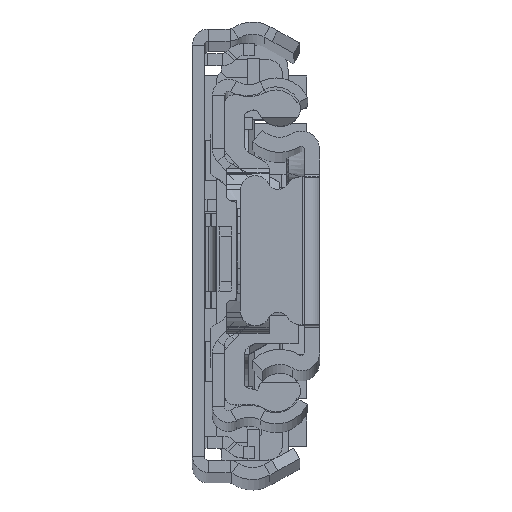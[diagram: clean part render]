
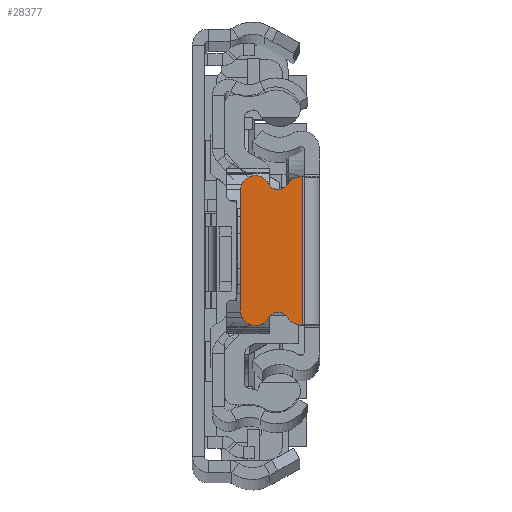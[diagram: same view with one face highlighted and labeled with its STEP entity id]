
A CAD part, top view. The second image highlights one B-rep face of the part: STEP entity #28377.
In plain terms, the highlighted planar face has unit normal (0, 0, 1).
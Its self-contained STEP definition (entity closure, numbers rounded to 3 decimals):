
#70 = ORIENTED_EDGE ( 'NONE', *, *, #19558, .T. ) ;
#128 = VERTEX_POINT ( 'NONE', #8118 ) ;
#448 = AXIS2_PLACEMENT_3D ( 'NONE', #16786, #787, #27680 ) ;
#497 = CARTESIAN_POINT ( 'NONE',  ( 592.771, 0., 0. ) ) ;
#503 = CIRCLE ( 'NONE', #18096, 1.5 ) ;
#787 = DIRECTION ( 'NONE',  ( 0., 0., 1. ) ) ;
#1215 = DIRECTION ( 'NONE',  ( 0., 0., -1. ) ) ;
#1661 = DIRECTION ( 'NONE',  ( 0., 0., 1. ) ) ;
#1827 = AXIS2_PLACEMENT_3D ( 'NONE', #17021, #1215, #25232 ) ;
#2259 = DIRECTION ( 'NONE',  ( 0., 0., 1. ) ) ;
#2266 = CARTESIAN_POINT ( 'NONE',  ( -5.109, 6.713, 0. ) ) ;
#3360 = CARTESIAN_POINT ( 'NONE',  ( -1.929, -7.37, 0. ) ) ;
#3643 = CARTESIAN_POINT ( 'NONE',  ( -7.929, -6., 0. ) ) ;
#4046 = ORIENTED_EDGE ( 'NONE', *, *, #6594, .T. ) ;
#4064 = VECTOR ( 'NONE', #33463, 1000. ) ;
#5206 = CIRCLE ( 'NONE', #1827, 1.1 ) ;
#5694 = VERTEX_POINT ( 'NONE', #17153 ) ;
#5764 = LINE ( 'NONE', #16752, #13090 ) ;
#5869 = CIRCLE ( 'NONE', #13252, 1.1 ) ;
#6374 = DIRECTION ( 'NONE',  ( -1., 0., 0. ) ) ;
#6594 = EDGE_CURVE ( 'NONE', #27960, #6782, #12283, .T. ) ;
#6782 = VERTEX_POINT ( 'NONE', #3643 ) ;
#7400 = AXIS2_PLACEMENT_3D ( 'NONE', #12263, #19903, #17760 ) ;
#7787 = DIRECTION ( 'NONE',  ( 1., 0., 0. ) ) ;
#8118 = CARTESIAN_POINT ( 'NONE',  ( -3.206, -6.658, 0. ) ) ;
#8265 = EDGE_CURVE ( 'NONE', #9068, #15013, #5764, .T. ) ;
#9068 = VERTEX_POINT ( 'NONE', #20086 ) ;
#9386 = EDGE_CURVE ( 'NONE', #34382, #128, #5206, .T. ) ;
#9473 = DIRECTION ( 'NONE',  ( 1., 0., 0. ) ) ;
#9792 = ORIENTED_EDGE ( 'NONE', *, *, #17248, .F. ) ;
#10161 = AXIS2_PLACEMENT_3D ( 'NONE', #12503, #1661, #9473 ) ;
#10946 = CARTESIAN_POINT ( 'NONE',  ( -5.109, -6.713, 0. ) ) ;
#10998 = CARTESIAN_POINT ( 'NONE',  ( -4.142, 7.236, 0. ) ) ;
#11300 = DIRECTION ( 'NONE',  ( 0., -1., 0. ) ) ;
#11705 = ORIENTED_EDGE ( 'NONE', *, *, #8265, .F. ) ;
#11740 = CARTESIAN_POINT ( 'NONE',  ( -7.929, -6., 0. ) ) ;
#12263 = CARTESIAN_POINT ( 'NONE',  ( -1.929, 5.87, 0. ) ) ;
#12283 = LINE ( 'NONE', #11740, #4064 ) ;
#12407 = DIRECTION ( 'NONE',  ( 1., 0., 0. ) ) ;
#12503 = CARTESIAN_POINT ( 'NONE',  ( -6.429, -6., 0. ) ) ;
#13090 = VECTOR ( 'NONE', #27479, 1000. ) ;
#13252 = AXIS2_PLACEMENT_3D ( 'NONE', #10998, #18649, #7787 ) ;
#13296 = ORIENTED_EDGE ( 'NONE', *, *, #25612, .T. ) ;
#13501 = EDGE_LOOP ( 'NONE', ( #9792, #11705, #34721, #13296, #70, #4046, #32200, #26914, #18429, #25734 ) ) ;
#14730 = EDGE_CURVE ( 'NONE', #5694, #27962, #30767, .T. ) ;
#15013 = VERTEX_POINT ( 'NONE', #19492 ) ;
#16752 = CARTESIAN_POINT ( 'NONE',  ( -1.929, 7.37, 0. ) ) ;
#16786 = CARTESIAN_POINT ( 'NONE',  ( -6.429, 6., 0. ) ) ;
#17021 = CARTESIAN_POINT ( 'NONE',  ( -4.142, -7.236, 0. ) ) ;
#17153 = CARTESIAN_POINT ( 'NONE',  ( -1.75, -7.37, 0. ) ) ;
#17248 = EDGE_CURVE ( 'NONE', #15013, #5694, #33189, .T. ) ;
#17682 = FACE_OUTER_BOUND ( 'NONE', #13501, .T. ) ;
#17760 = DIRECTION ( 'NONE',  ( -1., 0., 0. ) ) ;
#18096 = AXIS2_PLACEMENT_3D ( 'NONE', #23255, #2259, #12407 ) ;
#18429 = ORIENTED_EDGE ( 'NONE', *, *, #20288, .T. ) ;
#18649 = DIRECTION ( 'NONE',  ( 0., 0., -1. ) ) ;
#19492 = CARTESIAN_POINT ( 'NONE',  ( -1.75, 7.37, 0. ) ) ;
#19558 = EDGE_CURVE ( 'NONE', #26022, #27960, #21469, .T. ) ;
#19813 = CARTESIAN_POINT ( 'NONE',  ( -1.75, 0., 0. ) ) ;
#19903 = DIRECTION ( 'NONE',  ( 0., 0., 1. ) ) ;
#20031 = EDGE_CURVE ( 'NONE', #6782, #34382, #33427, .T. ) ;
#20086 = CARTESIAN_POINT ( 'NONE',  ( -1.929, 7.37, 0. ) ) ;
#20288 = EDGE_CURVE ( 'NONE', #128, #27962, #503, .T. ) ;
#21469 = CIRCLE ( 'NONE', #448, 1.5 ) ;
#21571 = EDGE_CURVE ( 'NONE', #9068, #34524, #22756, .T. ) ;
#22581 = CARTESIAN_POINT ( 'NONE',  ( -7.929, 6., 0. ) ) ;
#22756 = CIRCLE ( 'NONE', #7400, 1.5 ) ;
#23255 = CARTESIAN_POINT ( 'NONE',  ( -1.929, -5.87, 0. ) ) ;
#25177 = CARTESIAN_POINT ( 'NONE',  ( -3.206, 6.658, 0. ) ) ;
#25232 = DIRECTION ( 'NONE',  ( -1., 0., 0. ) ) ;
#25612 = EDGE_CURVE ( 'NONE', #34524, #26022, #5869, .T. ) ;
#25734 = ORIENTED_EDGE ( 'NONE', *, *, #14730, .F. ) ;
#26022 = VERTEX_POINT ( 'NONE', #2266 ) ;
#26914 = ORIENTED_EDGE ( 'NONE', *, *, #9386, .T. ) ;
#27141 = VECTOR ( 'NONE', #11300, 1000. ) ;
#27479 = DIRECTION ( 'NONE',  ( 1., 0., 0. ) ) ;
#27676 = VECTOR ( 'NONE', #6374, 1000. ) ;
#27680 = DIRECTION ( 'NONE',  ( -1., 0., 0. ) ) ;
#27960 = VERTEX_POINT ( 'NONE', #22581 ) ;
#27962 = VERTEX_POINT ( 'NONE', #33451 ) ;
#28377 = ADVANCED_FACE ( 'NONE', ( #17682 ), #30576, .T. ) ;
#30576 = PLANE ( 'NONE',  #32791 ) ;
#30767 = LINE ( 'NONE', #3360, #27676 ) ;
#32200 = ORIENTED_EDGE ( 'NONE', *, *, #20031, .T. ) ;
#32791 = AXIS2_PLACEMENT_3D ( 'NONE', #497, #34072, #34251 ) ;
#33189 = LINE ( 'NONE', #19813, #27141 ) ;
#33427 = CIRCLE ( 'NONE', #10161, 1.5 ) ;
#33451 = CARTESIAN_POINT ( 'NONE',  ( -1.929, -7.37, 0. ) ) ;
#33463 = DIRECTION ( 'NONE',  ( 0., -1., 0. ) ) ;
#34072 = DIRECTION ( 'NONE',  ( 0., 0., 1. ) ) ;
#34251 = DIRECTION ( 'NONE',  ( 1., 0., 0. ) ) ;
#34382 = VERTEX_POINT ( 'NONE', #10946 ) ;
#34524 = VERTEX_POINT ( 'NONE', #25177 ) ;
#34721 = ORIENTED_EDGE ( 'NONE', *, *, #21571, .T. ) ;
